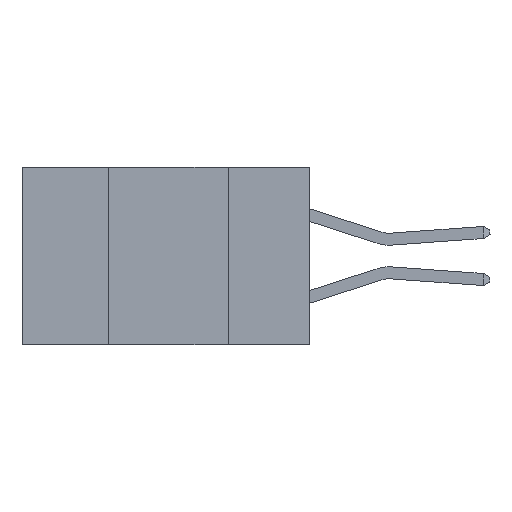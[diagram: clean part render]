
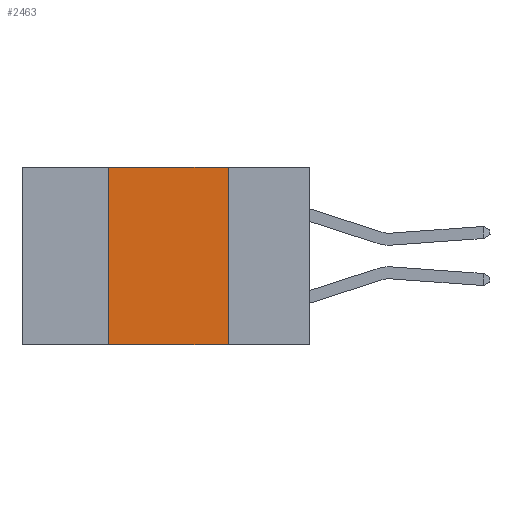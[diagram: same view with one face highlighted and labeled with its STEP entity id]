
A CAD part, left-side view. The second image highlights one B-rep face of the part: STEP entity #2463.
In plain terms, the highlighted planar face has unit normal (-1, 0, 0).
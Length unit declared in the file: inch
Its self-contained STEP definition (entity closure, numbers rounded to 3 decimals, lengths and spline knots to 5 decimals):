
#481 = CARTESIAN_POINT ( 'NONE',  ( 0., 0.17, -0.37 ) ) ;
#1461 = CARTESIAN_POINT ( 'NONE',  ( 0., 0.6, 0. ) ) ;
#1709 = VERTEX_POINT ( 'NONE', #2253 ) ;
#2253 = CARTESIAN_POINT ( 'NONE',  ( 0., 0.42, -0.37 ) ) ;
#2299 = CARTESIAN_POINT ( 'NONE',  ( 0., 0.17, 0. ) ) ;
#2463 = ADVANCED_FACE ( 'NONE', ( #2722 ), #7868, .F. ) ;
#2722 = FACE_OUTER_BOUND ( 'NONE', #8460, .T. ) ;
#2779 = DIRECTION ( 'NONE',  ( 0., 0., -1. ) ) ;
#4529 = CARTESIAN_POINT ( 'NONE',  ( 0., 0.42, 0. ) ) ;
#4670 = ORIENTED_EDGE ( 'NONE', *, *, #15242, .F. ) ;
#5026 = DIRECTION ( 'NONE',  ( 0., -1., 0. ) ) ;
#5310 = LINE ( 'NONE', #5567, #11815 ) ;
#5497 = VERTEX_POINT ( 'NONE', #481 ) ;
#5567 = CARTESIAN_POINT ( 'NONE',  ( 0., 0.17, -0.37 ) ) ;
#6375 = LINE ( 'NONE', #11588, #16377 ) ;
#7509 = DIRECTION ( 'NONE',  ( 0., -1., 0. ) ) ;
#7868 = PLANE ( 'NONE',  #12399 ) ;
#7904 = DIRECTION ( 'NONE',  ( 0., 0., 1. ) ) ;
#8239 = LINE ( 'NONE', #13369, #12085 ) ;
#8311 = EDGE_CURVE ( 'NONE', #1709, #10235, #8239, .T. ) ;
#8460 = EDGE_LOOP ( 'NONE', ( #12083, #4670, #9320, #9964 ) ) ;
#8482 = EDGE_CURVE ( 'NONE', #1709, #5497, #6375, .T. ) ;
#9320 = ORIENTED_EDGE ( 'NONE', *, *, #8311, .F. ) ;
#9933 = DIRECTION ( 'NONE',  ( 0., 0., -1. ) ) ;
#9964 = ORIENTED_EDGE ( 'NONE', *, *, #8482, .T. ) ;
#10235 = VERTEX_POINT ( 'NONE', #4529 ) ;
#10810 = VERTEX_POINT ( 'NONE', #2299 ) ;
#11588 = CARTESIAN_POINT ( 'NONE',  ( 0., 0.6, -0.37 ) ) ;
#11705 = VECTOR ( 'NONE', #7509, 39.37008 ) ;
#11737 = DIRECTION ( 'NONE',  ( 1., 0., 0. ) ) ;
#11815 = VECTOR ( 'NONE', #2779, 39.37008 ) ;
#12083 = ORIENTED_EDGE ( 'NONE', *, *, #13464, .F. ) ;
#12085 = VECTOR ( 'NONE', #7904, 39.37008 ) ;
#12399 = AXIS2_PLACEMENT_3D ( 'NONE', #1461, #11737, #9933 ) ;
#12644 = CARTESIAN_POINT ( 'NONE',  ( 0., 0.6, 0. ) ) ;
#13369 = CARTESIAN_POINT ( 'NONE',  ( 0., 0.42, -0.37 ) ) ;
#13464 = EDGE_CURVE ( 'NONE', #10810, #5497, #5310, .T. ) ;
#14154 = LINE ( 'NONE', #12644, #11705 ) ;
#15242 = EDGE_CURVE ( 'NONE', #10235, #10810, #14154, .T. ) ;
#16377 = VECTOR ( 'NONE', #5026, 39.37008 ) ;
